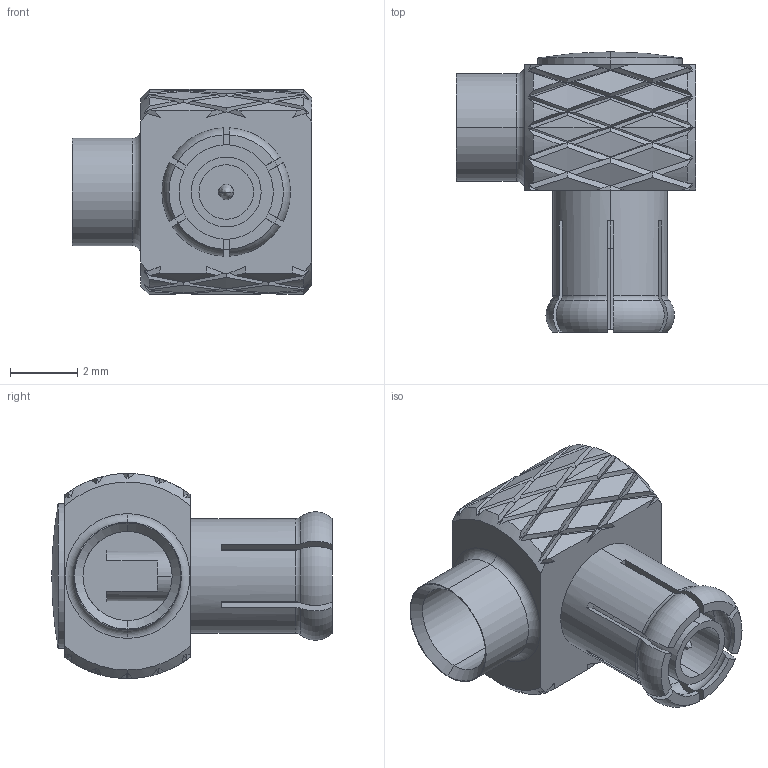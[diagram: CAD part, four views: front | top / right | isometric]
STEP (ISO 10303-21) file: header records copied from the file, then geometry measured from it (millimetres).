
FILE_DESCRIPTION (( 'STEP AP203' ), '1' );
FILE_NAME ('PE4877_3D.STEP', '2022-06-10T14:29:37', ( '' ), ( '' ), 'SwSTEP 2.0', 'SolidWorks 2021', '' );
FILE_SCHEMA (( 'CONFIG_CONTROL_DESIGN' ));
Length unit declared in the file: inch
Products named in the file (1): PE4877_3D
Bounding box: 7.11 x 8.33 x 6.1 mm (x, y, z)
Volume: 105.7 mm3; surface area: 427.1 mm2
Topology: 4 solids, 4 shells, 330 faces, 801 edges, 483 vertices
Faces by surface type: bspline 160, cylinder 93, plane 43, torus 22, cone 8, sphere 4
Entity records: 11446 total; most frequent: CARTESIAN_POINT 5507, ORIENTED_EDGE 1598, DIRECTION 807, EDGE_CURVE 799, VERTEX_POINT 483, EDGE_LOOP 340, AXIS2_PLACEMENT_3D 339, ADVANCED_FACE 330
